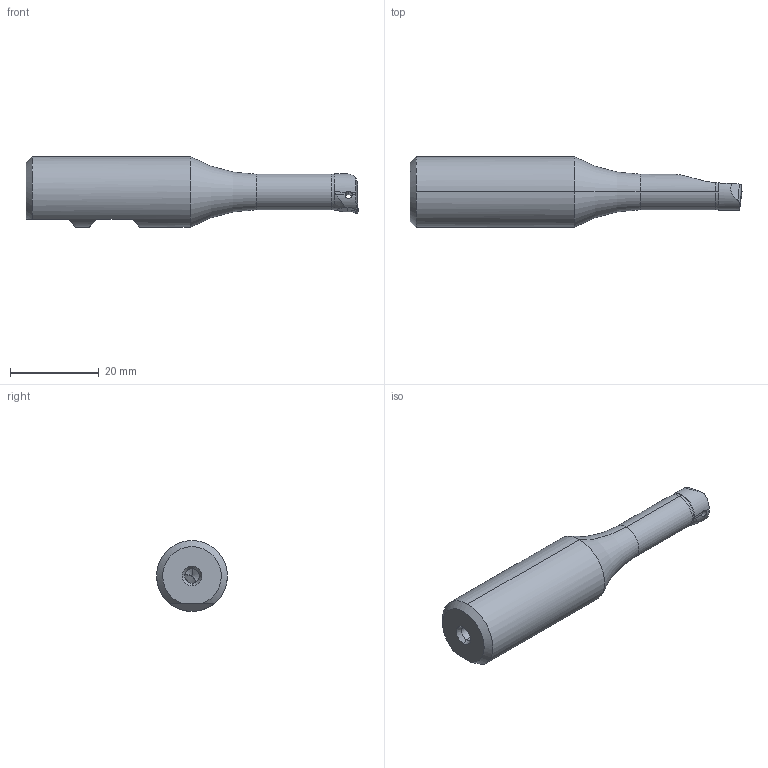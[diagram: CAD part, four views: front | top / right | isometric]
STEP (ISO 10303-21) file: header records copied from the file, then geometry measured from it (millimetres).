
FILE_DESCRIPTION (( 'STEP AP203' ), '1' );
FILE_NAME ('B54.010.T06.075.STEP', '2024-08-27T08:54:15', ( '' ), ( '' ), 'SwSTEP 2.0', 'SolidWorks 2022', '' );
FILE_SCHEMA (( 'CONFIG_CONTROL_DESIGN' ));
Length unit declared in the file: millimetre
Products named in the file (3): TBGH060104; B10-WTG.016.075_B; B54.010.T06.075
Assembly tree (2 placements, depth 2):
  B54.010.T06.075
    B10-WTG.016.075_B
    TBGH060104
Bounding box: 75 x 16 x 16 mm (x, y, z)
Volume: 8933.6 mm3; surface area: 3841.5 mm2
Topology: 2 solids, 2 shells, 66 faces, 179 edges, 113 vertices
Faces by surface type: plane 25, cylinder 19, cone 16, torus 5, bspline 1
Entity records: 2526 total; most frequent: CARTESIAN_POINT 645, ORIENTED_EDGE 354, DIRECTION 314, EDGE_CURVE 177, AXIS2_PLACEMENT_3D 116, VERTEX_POINT 113, LINE 82, VECTOR 82
